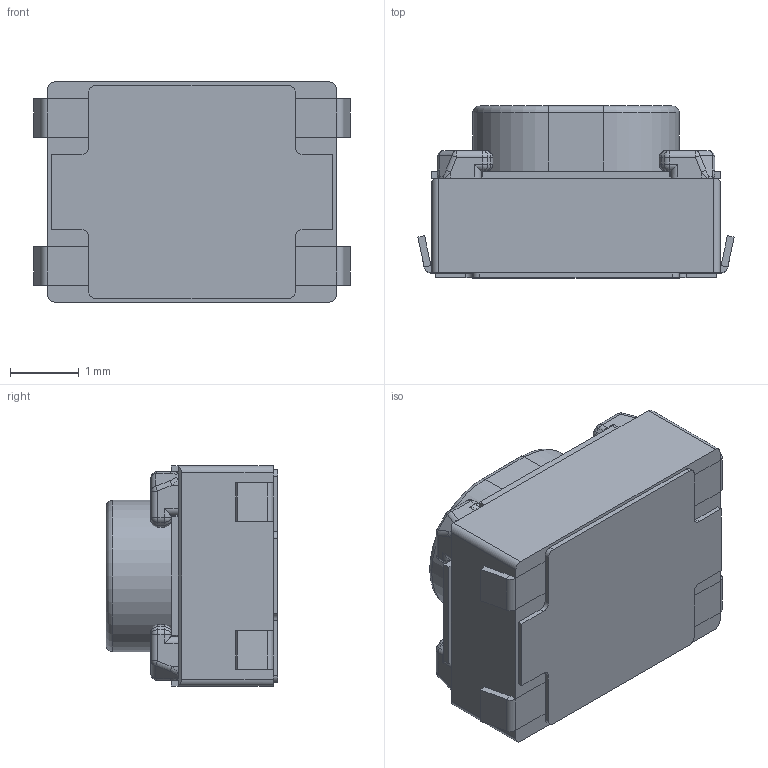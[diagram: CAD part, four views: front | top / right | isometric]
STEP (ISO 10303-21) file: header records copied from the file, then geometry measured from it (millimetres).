
FILE_DESCRIPTION (( 'STEP AP214' ), '1' );
FILE_NAME ('tactile_switch_3x4x2.5.stp', '2023-03-25T10:02:33', ( '' ), ( '' ), 'SwSTEP 2.0', 'SolidWorks 2021', '' );
FILE_SCHEMA (( 'AUTOMOTIVE_DESIGN' ));
Length unit declared in the file: millimetre
Products named in the file (1): tactile_switch_3x4x2.5
Bounding box: 4.6 x 2.5 x 3.2 mm (x, y, z)
Volume: 26.3 mm3; surface area: 66.1 mm2
Topology: 1 solids, 1 shells, 320 faces, 796 edges, 448 vertices
Faces by surface type: cylinder 132, plane 130, sphere 40, bspline 16, torus 2
Entity records: 10203 total; most frequent: CARTESIAN_POINT 1853, DIRECTION 1576, ORIENTED_EDGE 1520, EDGE_CURVE 760, AXIS2_PLACEMENT_3D 555, LINE 466, VECTOR 466, VERTEX_POINT 440
